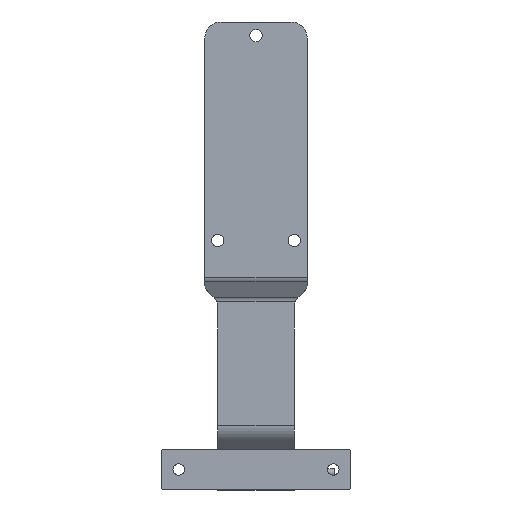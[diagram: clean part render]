
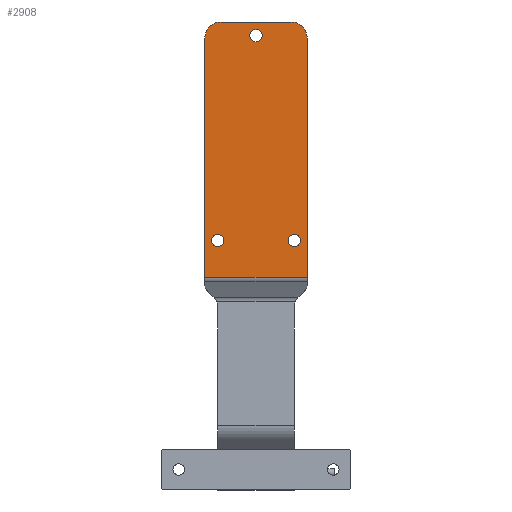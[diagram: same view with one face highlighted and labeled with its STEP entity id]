
A CAD part, front view. The second image highlights one B-rep face of the part: STEP entity #2908.
In plain terms, the highlighted planar face has unit normal (0, -1, 0).
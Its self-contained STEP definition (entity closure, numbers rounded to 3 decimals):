
#2447 = EDGE_CURVE ( 'NONE', #2448, #2451, #4364, .T. ) ;
#2448 = VERTEX_POINT ( 'NONE', #4421 ) ;
#2451 = VERTEX_POINT ( 'NONE', #4420 ) ;
#2463 = VERTEX_POINT ( 'NONE', #4407 ) ;
#2464 = VERTEX_POINT ( 'NONE', #4406 ) ;
#2472 = EDGE_CURVE ( 'NONE', #2464, #2463, #4392, .T. ) ;
#2484 = EDGE_CURVE ( 'NONE', #2485, #2486, #4426, .T. ) ;
#2485 = VERTEX_POINT ( 'NONE', #4483 ) ;
#2486 = VERTEX_POINT ( 'NONE', #4482 ) ;
#2561 = VERTEX_POINT ( 'NONE', #4634 ) ;
#2562 = EDGE_CURVE ( 'NONE', #2569, #2561, #4633, .T. ) ;
#2569 = VERTEX_POINT ( 'NONE', #4619 ) ;
#2908 = ADVANCED_FACE ( 'NONE', ( #5255, #5254, #5314, #5313 ), #5311, .F. ) ;
#2909 = EDGE_LOOP ( 'NONE', ( #2910, #2912 ) ) ;
#2910 = ORIENTED_EDGE ( 'NONE', *, *, #2911, .T. ) ;
#2911 = EDGE_CURVE ( 'NONE', #2451, #2448, #5306, .T. ) ;
#2912 = ORIENTED_EDGE ( 'NONE', *, *, #2447, .T. ) ;
#2913 = EDGE_LOOP ( 'NONE', ( #2914, #2969 ) ) ;
#2914 = ORIENTED_EDGE ( 'NONE', *, *, #2915, .T. ) ;
#2915 = EDGE_CURVE ( 'NONE', #2463, #2464, #5302, .T. ) ;
#2924 = EDGE_CURVE ( 'NONE', #2925, #2926, #5346, .T. ) ;
#2925 = VERTEX_POINT ( 'NONE', #5342 ) ;
#2926 = VERTEX_POINT ( 'NONE', #5341 ) ;
#2934 = EDGE_CURVE ( 'NONE', #2935, #2936, #5325, .T. ) ;
#2935 = VERTEX_POINT ( 'NONE', #5321 ) ;
#2936 = VERTEX_POINT ( 'NONE', #5320 ) ;
#2956 = ORIENTED_EDGE ( 'NONE', *, *, #2957, .F. ) ;
#2957 = EDGE_CURVE ( 'NONE', #2561, #2936, #5358, .T. ) ;
#2969 = ORIENTED_EDGE ( 'NONE', *, *, #2472, .T. ) ;
#2970 = EDGE_LOOP ( 'NONE', ( #2971, #2973 ) ) ;
#2971 = ORIENTED_EDGE ( 'NONE', *, *, #2972, .T. ) ;
#2972 = EDGE_CURVE ( 'NONE', #2486, #2485, #5405, .T. ) ;
#2973 = ORIENTED_EDGE ( 'NONE', *, *, #2484, .T. ) ;
#2974 = EDGE_LOOP ( 'NONE', ( #2975, #2976, #2978, #2979, #2981, #2956 ) ) ;
#2975 = ORIENTED_EDGE ( 'NONE', *, *, #2562, .F. ) ;
#2976 = ORIENTED_EDGE ( 'NONE', *, *, #2977, .T. ) ;
#2977 = EDGE_CURVE ( 'NONE', #2569, #2925, #5399, .T. ) ;
#2978 = ORIENTED_EDGE ( 'NONE', *, *, #2924, .T. ) ;
#2979 = ORIENTED_EDGE ( 'NONE', *, *, #2980, .T. ) ;
#2980 = EDGE_CURVE ( 'NONE', #2926, #2935, #5394, .T. ) ;
#2981 = ORIENTED_EDGE ( 'NONE', *, *, #2934, .T. ) ;
#4360 = DIRECTION ( 'NONE',  ( 0., 0., 1. ) ) ;
#4361 = DIRECTION ( 'NONE',  ( 0., 1., 0. ) ) ;
#4362 = CARTESIAN_POINT ( 'NONE',  ( -28., -37.5, 170. ) ) ;
#4363 = AXIS2_PLACEMENT_3D ( 'NONE', #4362, #4361, #4360 ) ;
#4364 = CIRCLE ( 'NONE', #4363, 4.5 ) ;
#4392 = CIRCLE ( 'NONE', #4450, 4.5 ) ;
#4406 = CARTESIAN_POINT ( 'NONE',  ( 28., -37.5, 165.5 ) ) ;
#4407 = CARTESIAN_POINT ( 'NONE',  ( 28., -37.5, 174.5 ) ) ;
#4420 = CARTESIAN_POINT ( 'NONE',  ( -28., -37.5, 174.5 ) ) ;
#4421 = CARTESIAN_POINT ( 'NONE',  ( -28., -37.5, 165.5 ) ) ;
#4422 = DIRECTION ( 'NONE',  ( 0., 0., 1. ) ) ;
#4423 = DIRECTION ( 'NONE',  ( 0., 1., 0. ) ) ;
#4424 = CARTESIAN_POINT ( 'NONE',  ( 0., -37.5, 320. ) ) ;
#4425 = AXIS2_PLACEMENT_3D ( 'NONE', #4424, #4423, #4422 ) ;
#4426 = CIRCLE ( 'NONE', #4425, 4.5 ) ;
#4447 = DIRECTION ( 'NONE',  ( 0., 0., 1. ) ) ;
#4448 = DIRECTION ( 'NONE',  ( 0., 1., 0. ) ) ;
#4449 = CARTESIAN_POINT ( 'NONE',  ( 28., -37.5, 170. ) ) ;
#4450 = AXIS2_PLACEMENT_3D ( 'NONE', #4449, #4448, #4447 ) ;
#4482 = CARTESIAN_POINT ( 'NONE',  ( 0., -37.5, 324.5 ) ) ;
#4483 = CARTESIAN_POINT ( 'NONE',  ( 0., -37.5, 315.5 ) ) ;
#4619 = CARTESIAN_POINT ( 'NONE',  ( 37.5, -37.5, 318. ) ) ;
#4630 = DIRECTION ( 'NONE',  ( 0., 0., -1. ) ) ;
#4631 = VECTOR ( 'NONE', #4630, 1000. ) ;
#4632 = CARTESIAN_POINT ( 'NONE',  ( 37.5, -37.5, 330. ) ) ;
#4633 = LINE ( 'NONE', #4632, #4631 ) ;
#4634 = CARTESIAN_POINT ( 'NONE',  ( 37.5, -37.5, 143.278 ) ) ;
#5254 = FACE_BOUND ( 'NONE', #2913, .T. ) ;
#5255 = FACE_BOUND ( 'NONE', #2909, .T. ) ;
#5298 = DIRECTION ( 'NONE',  ( 0., 0., 1. ) ) ;
#5299 = DIRECTION ( 'NONE',  ( 0., 1., 0. ) ) ;
#5300 = CARTESIAN_POINT ( 'NONE',  ( 28., -37.5, 170. ) ) ;
#5301 = AXIS2_PLACEMENT_3D ( 'NONE', #5300, #5299, #5298 ) ;
#5302 = CIRCLE ( 'NONE', #5301, 4.5 ) ;
#5303 = DIRECTION ( 'NONE',  ( 0., 0., 1. ) ) ;
#5304 = DIRECTION ( 'NONE',  ( 0., 1., 0. ) ) ;
#5305 = AXIS2_PLACEMENT_3D ( 'NONE', #5312, #5304, #5303 ) ;
#5306 = CIRCLE ( 'NONE', #5305, 4.5 ) ;
#5307 = DIRECTION ( 'NONE',  ( 0., 0., 1. ) ) ;
#5308 = DIRECTION ( 'NONE',  ( 0., 1., 0. ) ) ;
#5309 = CARTESIAN_POINT ( 'NONE',  ( 37.5, -37.5, 330. ) ) ;
#5310 = AXIS2_PLACEMENT_3D ( 'NONE', #5309, #5308, #5307 ) ;
#5311 = PLANE ( 'NONE',  #5310 ) ;
#5312 = CARTESIAN_POINT ( 'NONE',  ( -28., -37.5, 170. ) ) ;
#5313 = FACE_OUTER_BOUND ( 'NONE', #2974, .T. ) ;
#5314 = FACE_BOUND ( 'NONE', #2970, .T. ) ;
#5320 = CARTESIAN_POINT ( 'NONE',  ( -37.5, -37.5, 143.278 ) ) ;
#5321 = CARTESIAN_POINT ( 'NONE',  ( -37.5, -37.5, 318. ) ) ;
#5322 = DIRECTION ( 'NONE',  ( 0., 0., -1. ) ) ;
#5323 = VECTOR ( 'NONE', #5322, 1000. ) ;
#5324 = CARTESIAN_POINT ( 'NONE',  ( -37.5, -37.5, 330. ) ) ;
#5325 = LINE ( 'NONE', #5324, #5323 ) ;
#5341 = CARTESIAN_POINT ( 'NONE',  ( -25.5, -37.5, 330. ) ) ;
#5342 = CARTESIAN_POINT ( 'NONE',  ( 25.5, -37.5, 330. ) ) ;
#5343 = DIRECTION ( 'NONE',  ( -1., 0., 0. ) ) ;
#5344 = VECTOR ( 'NONE', #5343, 1000. ) ;
#5345 = CARTESIAN_POINT ( 'NONE',  ( 37.5, -37.5, 330. ) ) ;
#5346 = LINE ( 'NONE', #5345, #5344 ) ;
#5355 = DIRECTION ( 'NONE',  ( -1., 0., 0. ) ) ;
#5356 = VECTOR ( 'NONE', #5355, 1000. ) ;
#5357 = CARTESIAN_POINT ( 'NONE',  ( 37.5, -37.5, 143.278 ) ) ;
#5358 = LINE ( 'NONE', #5357, #5356 ) ;
#5390 = DIRECTION ( 'NONE',  ( 0., 0., 1. ) ) ;
#5391 = DIRECTION ( 'NONE',  ( 0., -1., 0. ) ) ;
#5392 = CARTESIAN_POINT ( 'NONE',  ( -25.5, -37.5, 318. ) ) ;
#5393 = AXIS2_PLACEMENT_3D ( 'NONE', #5392, #5391, #5390 ) ;
#5394 = CIRCLE ( 'NONE', #5393, 12. ) ;
#5395 = DIRECTION ( 'NONE',  ( 0., 0., 1. ) ) ;
#5396 = DIRECTION ( 'NONE',  ( 0., -1., 0. ) ) ;
#5397 = CARTESIAN_POINT ( 'NONE',  ( 25.5, -37.5, 318. ) ) ;
#5398 = AXIS2_PLACEMENT_3D ( 'NONE', #5397, #5396, #5395 ) ;
#5399 = CIRCLE ( 'NONE', #5398, 12. ) ;
#5401 = DIRECTION ( 'NONE',  ( 0., 0., 1. ) ) ;
#5402 = DIRECTION ( 'NONE',  ( 0., 1., 0. ) ) ;
#5403 = CARTESIAN_POINT ( 'NONE',  ( 0., -37.5, 320. ) ) ;
#5404 = AXIS2_PLACEMENT_3D ( 'NONE', #5403, #5402, #5401 ) ;
#5405 = CIRCLE ( 'NONE', #5404, 4.5 ) ;
